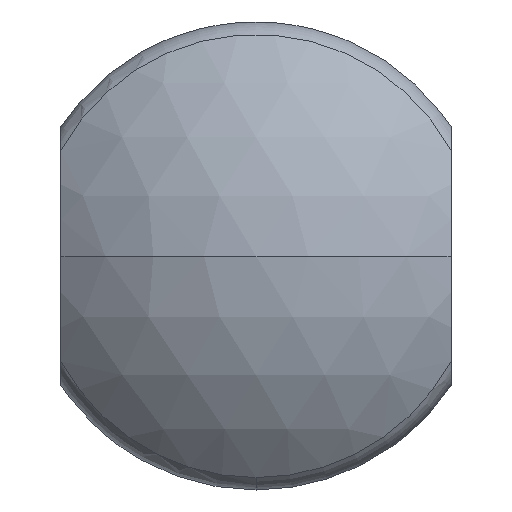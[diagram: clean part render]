
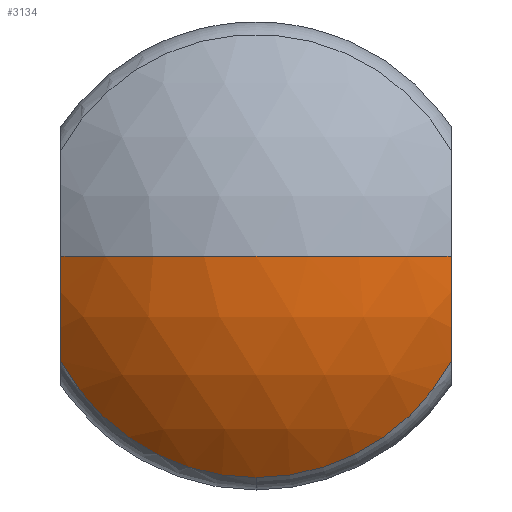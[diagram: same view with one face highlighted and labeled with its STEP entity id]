
A CAD part, front view. The second image highlights one B-rep face of the part: STEP entity #3134.
In plain terms, the highlighted spherical face has radius 25 mm.
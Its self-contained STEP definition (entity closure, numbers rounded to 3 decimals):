
#120 = CARTESIAN_POINT ( 'NONE',  ( 0., -103.288, -17.045 ) ) ;
#264 = CARTESIAN_POINT ( 'NONE',  ( -15., -103.288, -8.096 ) ) ;
#282 = DIRECTION ( 'NONE',  ( 0., 0., 1. ) ) ;
#290 = DIRECTION ( 'NONE',  ( 0., 0., -1. ) ) ;
#296 = VERTEX_POINT ( 'NONE', #264 ) ;
#342 = CARTESIAN_POINT ( 'NONE',  ( -15., -85., 0. ) ) ;
#544 = AXIS2_PLACEMENT_3D ( 'NONE', #3425, #3710, #1965 ) ;
#591 = ORIENTED_EDGE ( 'NONE', *, *, #1108, .T. ) ;
#595 = AXIS2_PLACEMENT_3D ( 'NONE', #1133, #290, #1431 ) ;
#601 = EDGE_CURVE ( 'Defeature ausgef�hrt2_8+Defeature ausgef�hrt2_11+Defeature ausgef�hrt2_13+Defeature ausgef�hrt2_12', #296, #2415, #1816, .T. ) ;
#770 = CIRCLE ( 'NONE', #3097, 20. ) ;
#779 = DIRECTION ( 'NONE',  ( 0., 0., -1. ) ) ;
#864 = ORIENTED_EDGE ( 'NONE', *, *, #601, .T. ) ;
#870 = CARTESIAN_POINT ( 'NONE',  ( 0., -85., 0. ) ) ;
#882 = DIRECTION ( 'NONE',  ( 0., 0., -1. ) ) ;
#956 = AXIS2_PLACEMENT_3D ( 'NONE', #1626, #2176, #779 ) ;
#1063 = CARTESIAN_POINT ( 'NONE',  ( 0., -103.288, 0. ) ) ;
#1093 = CARTESIAN_POINT ( 'NONE',  ( 15., -105., 0. ) ) ;
#1108 = EDGE_CURVE ( 'Defeature ausgef�hrt2_8+Defeature ausgef�hrt2_11+Defeature ausgef�hrt2_13+Defeature ausgef�hrt2_12', #2415, #3013, #1237, .T. ) ;
#1133 = CARTESIAN_POINT ( 'NONE',  ( 0., -85., 0. ) ) ;
#1233 = VERTEX_POINT ( 'NONE', #1093 ) ;
#1237 = CIRCLE ( 'NONE', #2691, 17.045 ) ;
#1254 = EDGE_CURVE ( 'NONE', #1233, #2581, #2936, .T. ) ;
#1431 = DIRECTION ( 'NONE',  ( -1., 0., 0. ) ) ;
#1464 = DIRECTION ( 'NONE',  ( -1., 0., 0. ) ) ;
#1507 = CARTESIAN_POINT ( 'NONE',  ( 15., -85., 0. ) ) ;
#1626 = CARTESIAN_POINT ( 'NONE',  ( 0., -103.288, 0. ) ) ;
#1706 = ORIENTED_EDGE ( 'NONE', *, *, #2394, .F. ) ;
#1746 = ORIENTED_EDGE ( 'NONE', *, *, #2779, .F. ) ;
#1789 = CARTESIAN_POINT ( 'NONE',  ( -15., -105., 0. ) ) ;
#1816 = CIRCLE ( 'NONE', #956, 17.045 ) ;
#1858 = AXIS2_PLACEMENT_3D ( 'NONE', #870, #882, #1464 ) ;
#1867 = EDGE_LOOP ( 'NONE', ( #1746, #2505, #2205, #1706, #864, #591 ) ) ;
#1953 = DIRECTION ( 'NONE',  ( 0., -1., 0. ) ) ;
#1965 = DIRECTION ( 'NONE',  ( 1., 0., 0. ) ) ;
#2034 = DIRECTION ( 'NONE',  ( 1., 0., 0. ) ) ;
#2093 = EDGE_CURVE ( 'NONE', #2385, #2581, #3515, .T. ) ;
#2110 = SPHERICAL_SURFACE ( 'NONE', #595, 25. ) ;
#2173 = CARTESIAN_POINT ( 'NONE',  ( 0., -110., 0. ) ) ;
#2176 = DIRECTION ( 'NONE',  ( 0., -1., 0. ) ) ;
#2205 = ORIENTED_EDGE ( 'NONE', *, *, #2093, .F. ) ;
#2385 = VERTEX_POINT ( 'NONE', #1789 ) ;
#2394 = EDGE_CURVE ( 'Defeature ausgef�hrt2_13+Defeature ausgef�hrt2_8+Defeature ausgef�hrt2_11+Defeature ausgef�hrt2_7', #296, #2385, #770, .T. ) ;
#2415 = VERTEX_POINT ( 'NONE', #120 ) ;
#2505 = ORIENTED_EDGE ( 'NONE', *, *, #1254, .T. ) ;
#2581 = VERTEX_POINT ( 'NONE', #2173 ) ;
#2691 = AXIS2_PLACEMENT_3D ( 'NONE', #1063, #1953, #3371 ) ;
#2779 = EDGE_CURVE ( 'Defeature ausgef�hrt2_12+Defeature ausgef�hrt2_8+Defeature ausgef�hrt2_7+Defeature ausgef�hrt2_11', #1233, #3013, #3328, .T. ) ;
#2922 = DIRECTION ( 'NONE',  ( 0., 0., -1. ) ) ;
#2936 = CIRCLE ( 'NONE', #1858, 25. ) ;
#2959 = FACE_OUTER_BOUND ( 'NONE', #1867, .T. ) ;
#2995 = CARTESIAN_POINT ( 'NONE',  ( 15., -103.288, -8.096 ) ) ;
#3013 = VERTEX_POINT ( 'NONE', #2995 ) ;
#3097 = AXIS2_PLACEMENT_3D ( 'NONE', #342, #3238, #2922 ) ;
#3134 = ADVANCED_FACE ( 'Defeature ausgef�hrt2_8', ( #2959 ), #2110, .T. ) ;
#3238 = DIRECTION ( 'NONE',  ( -1., 0., 0. ) ) ;
#3328 = CIRCLE ( 'NONE', #3501, 20. ) ;
#3371 = DIRECTION ( 'NONE',  ( 0., 0., -1. ) ) ;
#3425 = CARTESIAN_POINT ( 'NONE',  ( 0., -85., 0. ) ) ;
#3501 = AXIS2_PLACEMENT_3D ( 'NONE', #1507, #2034, #282 ) ;
#3515 = CIRCLE ( 'NONE', #544, 25. ) ;
#3710 = DIRECTION ( 'NONE',  ( 0., 0., 1. ) ) ;
